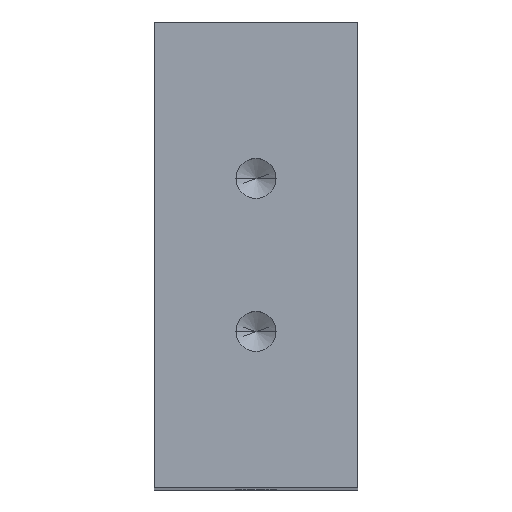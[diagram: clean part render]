
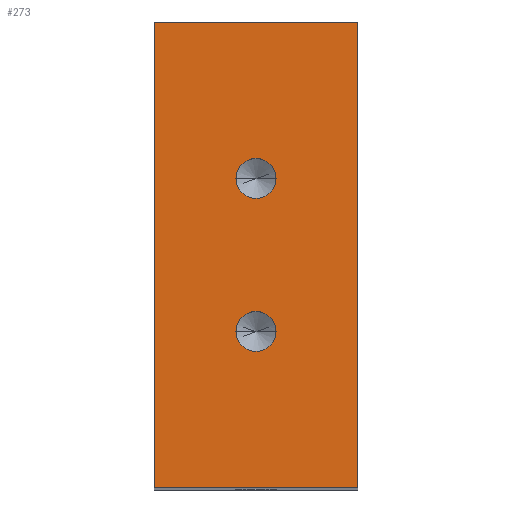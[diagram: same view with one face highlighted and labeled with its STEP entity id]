
A CAD part, top view. The second image highlights one B-rep face of the part: STEP entity #273.
In plain terms, the highlighted planar face has unit normal (0, 0, 1).
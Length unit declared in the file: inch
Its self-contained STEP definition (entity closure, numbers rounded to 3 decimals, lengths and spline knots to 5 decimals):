
#8 = ORIENTED_EDGE ( 'NONE', *, *, #781, .F. ) ;
#16 = VERTEX_POINT ( 'NONE', #428 ) ;
#47 = ORIENTED_EDGE ( 'NONE', *, *, #854, .F. ) ;
#63 = DIRECTION ( 'NONE',  ( 0., -1., 0. ) ) ;
#86 = DIRECTION ( 'NONE',  ( 0., 0., -1. ) ) ;
#128 = LINE ( 'NONE', #828, #383 ) ;
#140 = ORIENTED_EDGE ( 'NONE', *, *, #255, .T. ) ;
#157 = DIRECTION ( 'NONE',  ( -1., 0., 0. ) ) ;
#159 = CARTESIAN_POINT ( 'NONE',  ( 0., 0.1875, 1.475 ) ) ;
#163 = CIRCLE ( 'NONE', #507, 0.04921 ) ;
#172 = DIRECTION ( 'NONE',  ( 0., 0., 1. ) ) ;
#180 = EDGE_LOOP ( 'NONE', ( #8, #539 ) ) ;
#199 = EDGE_CURVE ( 'NONE', #810, #291, #128, .T. ) ;
#208 = VERTEX_POINT ( 'NONE', #422 ) ;
#221 = CARTESIAN_POINT ( 'NONE',  ( -0.249, 0.57087, 1.475 ) ) ;
#230 = CARTESIAN_POINT ( 'NONE',  ( -0.249, -0.57087, 1.475 ) ) ;
#234 = DIRECTION ( 'NONE',  ( 1., 0., 0. ) ) ;
#245 = EDGE_CURVE ( 'NONE', #810, #506, #645, .T. ) ;
#255 = EDGE_CURVE ( 'NONE', #291, #270, #620, .T. ) ;
#267 = FACE_OUTER_BOUND ( 'NONE', #455, .T. ) ;
#270 = VERTEX_POINT ( 'NONE', #823 ) ;
#273 = ADVANCED_FACE ( 'NONE', ( #743, #700, #267 ), #761, .F. ) ;
#291 = VERTEX_POINT ( 'NONE', #571 ) ;
#300 = DIRECTION ( 'NONE',  ( 0., -1., 0. ) ) ;
#308 = AXIS2_PLACEMENT_3D ( 'NONE', #159, #560, #816 ) ;
#320 = CIRCLE ( 'NONE', #308, 0.04921 ) ;
#353 = ORIENTED_EDGE ( 'NONE', *, *, #245, .F. ) ;
#368 = AXIS2_PLACEMENT_3D ( 'NONE', #703, #172, #774 ) ;
#377 = ORIENTED_EDGE ( 'NONE', *, *, #199, .T. ) ;
#383 = VECTOR ( 'NONE', #300, 39.37008 ) ;
#403 = VERTEX_POINT ( 'NONE', #452 ) ;
#410 = CIRCLE ( 'NONE', #368, 0.04921 ) ;
#420 = CARTESIAN_POINT ( 'NONE',  ( -0.249, 0.57087, 1.475 ) ) ;
#422 = CARTESIAN_POINT ( 'NONE',  ( -0.04921, -0.1875, 1.475 ) ) ;
#428 = CARTESIAN_POINT ( 'NONE',  ( -0.04921, 0.1875, 1.475 ) ) ;
#452 = CARTESIAN_POINT ( 'NONE',  ( 0.04921, -0.1875, 1.475 ) ) ;
#454 = ORIENTED_EDGE ( 'NONE', *, *, #660, .F. ) ;
#455 = EDGE_LOOP ( 'NONE', ( #140, #454, #353, #377 ) ) ;
#464 = AXIS2_PLACEMENT_3D ( 'NONE', #769, #837, #509 ) ;
#473 = VECTOR ( 'NONE', #681, 39.37008 ) ;
#493 = EDGE_LOOP ( 'NONE', ( #659, #47 ) ) ;
#506 = VERTEX_POINT ( 'NONE', #856 ) ;
#507 = AXIS2_PLACEMENT_3D ( 'NONE', #637, #638, #234 ) ;
#509 = DIRECTION ( 'NONE',  ( 1., 0., 0. ) ) ;
#539 = ORIENTED_EDGE ( 'NONE', *, *, #806, .F. ) ;
#558 = CARTESIAN_POINT ( 'NONE',  ( -0.249, 0.57087, 1.475 ) ) ;
#560 = DIRECTION ( 'NONE',  ( 0., 0., 1. ) ) ;
#567 = DIRECTION ( 'NONE',  ( 1., 0., 0. ) ) ;
#571 = CARTESIAN_POINT ( 'NONE',  ( -0.249, -0.57087, 1.475 ) ) ;
#600 = VERTEX_POINT ( 'NONE', #746 ) ;
#604 = AXIS2_PLACEMENT_3D ( 'NONE', #558, #86, #157 ) ;
#620 = LINE ( 'NONE', #230, #814 ) ;
#637 = CARTESIAN_POINT ( 'NONE',  ( 0., -0.1875, 1.475 ) ) ;
#638 = DIRECTION ( 'NONE',  ( 0., 0., 1. ) ) ;
#645 = LINE ( 'NONE', #221, #473 ) ;
#659 = ORIENTED_EDGE ( 'NONE', *, *, #820, .F. ) ;
#660 = EDGE_CURVE ( 'NONE', #506, #270, #688, .T. ) ;
#681 = DIRECTION ( 'NONE',  ( 1., 0., 0. ) ) ;
#688 = LINE ( 'NONE', #813, #858 ) ;
#700 = FACE_BOUND ( 'NONE', #493, .T. ) ;
#703 = CARTESIAN_POINT ( 'NONE',  ( 0., 0.1875, 1.475 ) ) ;
#743 = FACE_BOUND ( 'NONE', #180, .T. ) ;
#746 = CARTESIAN_POINT ( 'NONE',  ( 0.04921, 0.1875, 1.475 ) ) ;
#761 = PLANE ( 'NONE',  #604 ) ;
#769 = CARTESIAN_POINT ( 'NONE',  ( 0., -0.1875, 1.475 ) ) ;
#774 = DIRECTION ( 'NONE',  ( 1., 0., 0. ) ) ;
#779 = CIRCLE ( 'NONE', #464, 0.04921 ) ;
#781 = EDGE_CURVE ( 'NONE', #600, #16, #320, .T. ) ;
#806 = EDGE_CURVE ( 'NONE', #16, #600, #410, .T. ) ;
#810 = VERTEX_POINT ( 'NONE', #420 ) ;
#813 = CARTESIAN_POINT ( 'NONE',  ( 0.249, 0.57087, 1.475 ) ) ;
#814 = VECTOR ( 'NONE', #567, 39.37008 ) ;
#816 = DIRECTION ( 'NONE',  ( 1., 0., 0. ) ) ;
#820 = EDGE_CURVE ( 'NONE', #403, #208, #779, .T. ) ;
#823 = CARTESIAN_POINT ( 'NONE',  ( 0.249, -0.57087, 1.475 ) ) ;
#828 = CARTESIAN_POINT ( 'NONE',  ( -0.249, 0.57087, 1.475 ) ) ;
#837 = DIRECTION ( 'NONE',  ( 0., 0., 1. ) ) ;
#854 = EDGE_CURVE ( 'NONE', #208, #403, #163, .T. ) ;
#856 = CARTESIAN_POINT ( 'NONE',  ( 0.249, 0.57087, 1.475 ) ) ;
#858 = VECTOR ( 'NONE', #63, 39.37008 ) ;
